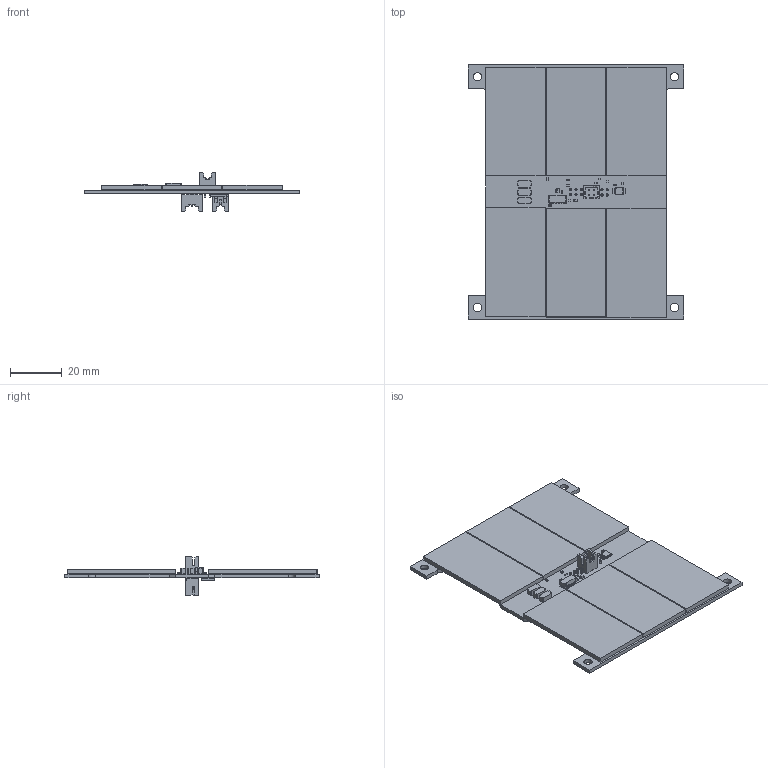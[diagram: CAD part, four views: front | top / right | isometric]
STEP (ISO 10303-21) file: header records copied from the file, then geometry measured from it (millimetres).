
FILE_DESCRIPTION(('KiCad electronic assembly'),'2;1');
FILE_NAME('solar-panel-v3r.step','2025-09-26T13:19:04',('Pcbnew'),( 'Kicad'),'Open CASCADE STEP processor 7.8','KiCad to STEP converter' ,'Unknown');
FILE_SCHEMA(('AUTOMOTIVE_DESIGN { 1 0 10303 214 1 1 1 1 }'));
Length unit declared in the file: millimetre
Products named in the file (13): solar-panel-v3r 1; Solar Cell; SOT-563; CDBA240LL-HF; C_0402_1005Metric; R_0402_1005Metric; CONN-TH_DF11-4DP-2DSA-08; 84592VEML7700; LED_0603_1608Metric; VSSOP-10_3x3mm_P0.5mm; CONN-TH_DF11-6DP-2DSA-01; TDSON-8-1; XY_Faces_V3r_PCB
Assembly tree (29 placements, depth 2):
  solar-panel-v3r 1
    Solar Cell  x6
    SOT-563
    CDBA240LL-HF  x3
    C_0402_1005Metric  x5
    R_0402_1005Metric  x6
    CONN-TH_DF11-4DP-2DSA-08  x2
    84592VEML7700
    LED_0603_1608Metric
    VSSOP-10_3x3mm_P0.5mm
    CONN-TH_DF11-6DP-2DSA-01
    TDSON-8-1
    XY_Faces_V3r_PCB
Bounding box: 83 x 98 x 14.88 mm (x, y, z)
Volume: 20900.3 mm3; surface area: 28529.7 mm2
Topology: 68 solids, 68 shells, 2052 faces, 5449 edges, 3584 vertices
Faces by surface type: plane 1477, bspline 358, cylinder 217
Full cylindrical faces by diameter (mm): 0.25 x2, 0.5 x1, 0.85 x14, 3.2 x4
Entity records: 53329 total; most frequent: CARTESIAN_POINT 11982, ORIENTED_EDGE 7328, DIRECTION 5702, EDGE_CURVE 3664, LINE 2910, VECTOR 2910, VERTEX_POINT 2396, FACE_BOUND 1484
